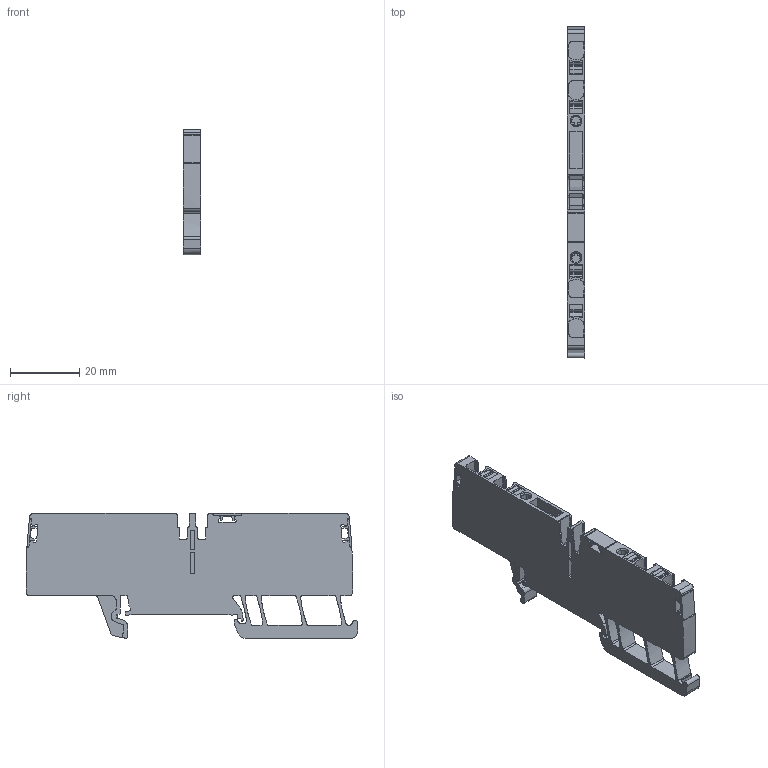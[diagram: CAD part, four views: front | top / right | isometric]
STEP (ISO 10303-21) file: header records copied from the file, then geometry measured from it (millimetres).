
FILE_DESCRIPTION(('CATIA V5R22 STEP214','CAx-IF Rec.Pracs.--- Model Styling and Organization---1.4--- 2014-01-23'),'2;1');
FILE_NAME ('2015727-2_0', '2024-04-04T09:52:18+00:00', ('Weidmueller Interface'), ('Weidmueller'), 'CATIA Version 5-6 Release 2016 SP3 HF44', 'CATIA V5 STEP AP214', 'none');
FILE_SCHEMA(('AUTOMOTIVE_DESIGN { 1 0 10303 214 1 1 1 1 }'));
Length unit declared in the file: millimetre
Products named in the file (1): 3031560000
Bounding box: 5.1 x 95.74 x 36.2 mm (x, y, z)
Volume: 11706.9 mm3; surface area: 9092.8 mm2
Topology: 8 solids, 8 shells, 662 faces, 1915 edges, 1284 vertices
Faces by surface type: plane 349, cylinder 263, extrusion 34, cone 16
Entity records: 23664 total; most frequent: CARTESIAN_POINT 6336, ORIENTED_EDGE 3830, DIRECTION 2772, EDGE_CURVE 1915, VECTOR 1306, VERTEX_POINT 1284, LINE 1272, AXIS2_PLACEMENT_3D 928
